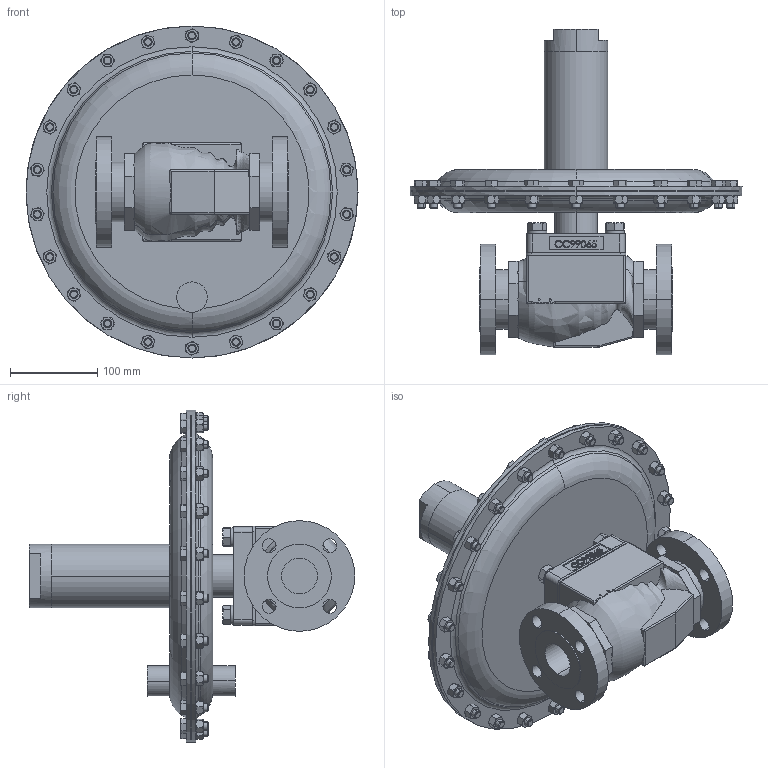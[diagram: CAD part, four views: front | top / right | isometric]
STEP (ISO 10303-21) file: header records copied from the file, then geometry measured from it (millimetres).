
FILE_DESCRIPTION (( 'STEP AP203' ), '1' );
FILE_NAME ('608-150-BR+CS+S6-I5.STEP', '2017-09-08T16:34:13', ( '' ), ( '' ), 'SwSTEP 2.0', 'SolidWorks 2014', '' );
FILE_SCHEMA (( 'CONFIG_CONTROL_DESIGN' ));
Length unit declared in the file: inch
Products named in the file (1): 608-150-BR+CS+S6-I5
Bounding box: 381 x 373.66 x 381 mm (x, y, z)
Volume: 7034207.6 mm3; surface area: 492997.4 mm2
Topology: 1 solids, 1 shells, 1253 faces, 2939 edges, 1794 vertices
Faces by surface type: plane 532, cone 469, cylinder 138, bspline 100, torus 8, sphere 6
Entity records: 67618 total; most frequent: CARTESIAN_POINT 40830, ORIENTED_EDGE 5874, DIRECTION 4920, EDGE_CURVE 2937, AXIS2_PLACEMENT_3D 1934, VERTEX_POINT 1794, EDGE_LOOP 1385, ADVANCED_FACE 1253
